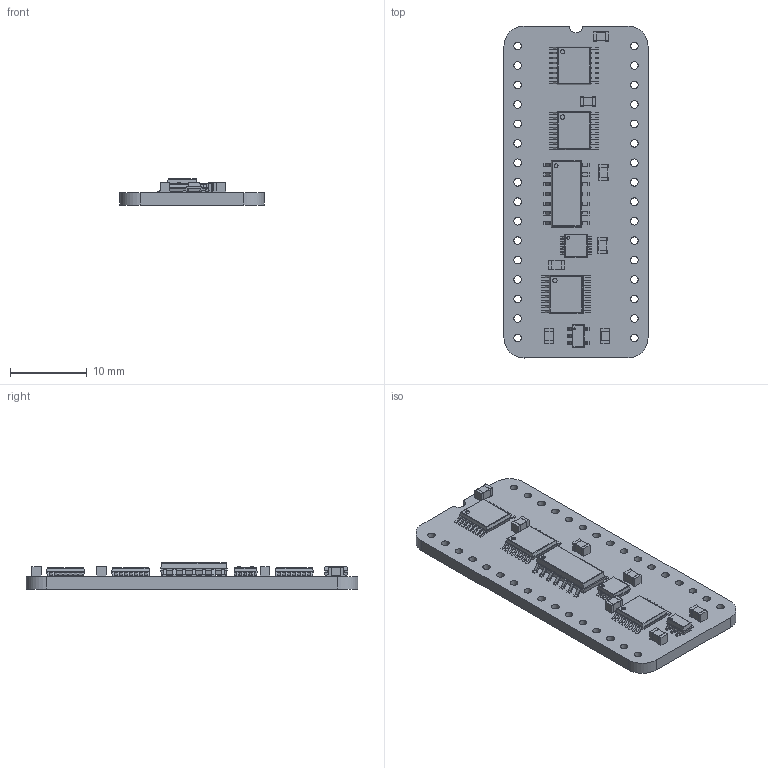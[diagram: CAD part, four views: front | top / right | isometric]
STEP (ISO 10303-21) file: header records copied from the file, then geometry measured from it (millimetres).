
FILE_DESCRIPTION(('KiCad electronic assembly'),'2;1');
FILE_NAME('SNES Controller Clock.step','2024-06-19T10:39:17',('Pcbnew'), ('Kicad'),'Open CASCADE STEP processor 7.8','KiCad to STEP converter', 'Unknown');
FILE_SCHEMA(('AUTOMOTIVE_DESIGN { 1 0 10303 214 1 1 1 1 }'));
Length unit declared in the file: millimetre
Products named in the file (12): SNES Controller Clock 1; C_0805_2012Metric; 74LVC2G32DP,125; ASSEMBLY; AP7365-33WG-7; MC74ACT86DG; MC74VHC139DR2G; _autosave-SNES Controller Clock_PCB
Assembly tree (19 placements, depth 3):
  SNES Controller Clock 1
    C_0805_2012Metric  x7
      C_0805_2012Metric
    74LVC2G32DP,125
      ASSEMBLY
    AP7365-33WG-7
      ASSEMBLY
    MC74ACT86DG
      ASSEMBLY
    MC74VHC139DR2G  x3
      ASSEMBLY
    _autosave-SNES Controller Clock_PCB
Bounding box: 18.8 x 43.33 x 3.4 mm (x, y, z)
Volume: 1404.8 mm3; surface area: 2421.4 mm2
Topology: 89 solids, 89 shells, 1359 faces, 3387 edges, 2226 vertices
Faces by surface type: plane 959, cylinder 400
Full cylindrical faces by diameter (mm): 0.2 x1, 0.375 x1, 0.487 x1, 0.55 x3, 1 x32
Entity records: 21976 total; most frequent: CARTESIAN_POINT 3734, DIRECTION 3695, ORIENTED_EDGE 3610, EDGE_CURVE 1805, LINE 1409, VECTOR 1409, VERTEX_POINT 1182, AXIS2_PLACEMENT_3D 1143
